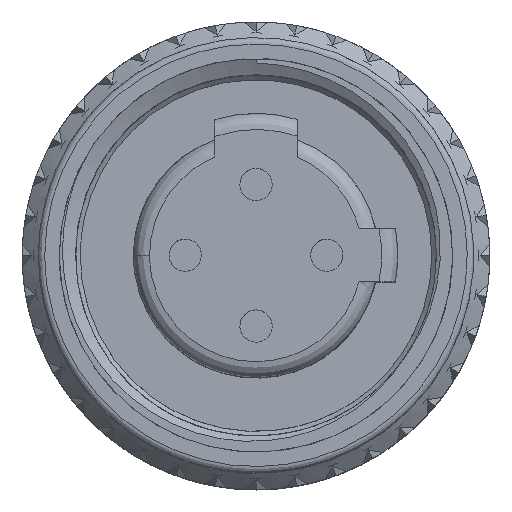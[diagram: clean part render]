
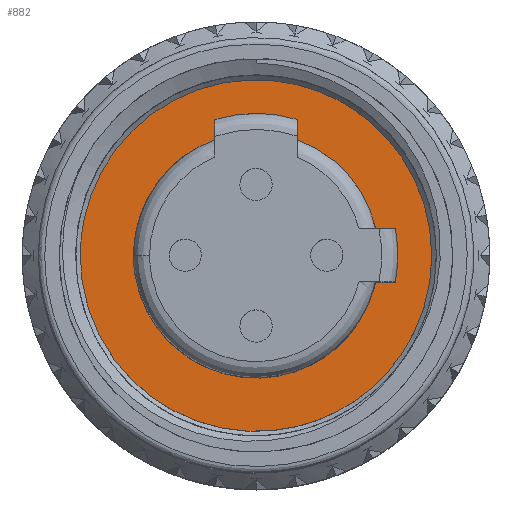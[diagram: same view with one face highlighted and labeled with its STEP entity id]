
A CAD part, top view. The second image highlights one B-rep face of the part: STEP entity #882.
In plain terms, the highlighted free-form (B-spline) face has degree [1, 1] with [2, 2] control points.
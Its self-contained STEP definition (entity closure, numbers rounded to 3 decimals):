
#241=CARTESIAN_POINT('',(-3.8,0.,2.5));
#242=VERTEX_POINT('',#241);
#243=CARTESIAN_POINT('',(-3.8,0.,2.5));
#244=CARTESIAN_POINT('',(-3.8,-6.582,2.5));
#245=CARTESIAN_POINT('',(1.9,-3.291,2.5));
#246=CARTESIAN_POINT('',(7.6,0.,2.5));
#247=CARTESIAN_POINT('',(1.9,3.291,2.5));
#248=CARTESIAN_POINT('',(-3.8,6.582,2.5));
#249=CARTESIAN_POINT('',(-3.8,0.,2.5));
#250=(BOUNDED_CURVE()B_SPLINE_CURVE(2,(#243,#244,#245,#246,#247,#248,#249),.CIRCULAR_ARC.,.T.,.U.)B_SPLINE_CURVE_WITH_KNOTS((3,2,2,3),(0.,0.333,0.667,1.),.UNSPECIFIED.)CURVE()GEOMETRIC_REPRESENTATION_ITEM()RATIONAL_B_SPLINE_CURVE((1.,0.5,1.,0.5,1.,0.5,1.))REPRESENTATION_ITEM(''));
#251=EDGE_CURVE('',#242,#242,#250,.T.);
#860=CARTESIAN_POINT('',(11.844,10.384,2.5));
#861=CARTESIAN_POINT('',(11.844,-10.384,2.5));
#862=CARTESIAN_POINT('',(-8.923,10.384,2.5));
#863=CARTESIAN_POINT('',(-8.923,-10.384,2.5));
#864=B_SPLINE_SURFACE_WITH_KNOTS('',1,1,((#860,#861),(#862,#863)),.PLANE_SURF.,.F.,.F.,.U.,(2,2),(2,2),(0.,1.),(0.,1.),.UNSPECIFIED.);
#865=CARTESIAN_POINT('',(-5.45,0.,2.5));
#866=VERTEX_POINT('',#865);
#867=CARTESIAN_POINT('',(-5.45,0.,2.5));
#868=CARTESIAN_POINT('',(-5.45,-9.44,2.5));
#869=CARTESIAN_POINT('',(2.725,-4.72,2.5));
#870=CARTESIAN_POINT('',(10.9,0.,2.5));
#871=CARTESIAN_POINT('',(2.725,4.72,2.5));
#872=CARTESIAN_POINT('',(-5.45,9.44,2.5));
#873=CARTESIAN_POINT('',(-5.45,0.,2.5));
#874=(BOUNDED_CURVE()B_SPLINE_CURVE(2,(#867,#868,#869,#870,#871,#872,#873),.CIRCULAR_ARC.,.T.,.U.)B_SPLINE_CURVE_WITH_KNOTS((3,2,2,3),(0.,0.333,0.667,1.),.UNSPECIFIED.)CURVE()GEOMETRIC_REPRESENTATION_ITEM()RATIONAL_B_SPLINE_CURVE((1.,0.5,1.,0.5,1.,0.5,1.))REPRESENTATION_ITEM(''));
#875=EDGE_CURVE('',#866,#866,#874,.T.);
#876=ORIENTED_EDGE('',*,*,#875,.T.);
#877=EDGE_LOOP('',(#876));
#878=FACE_OUTER_BOUND('',#877,.T.);
#879=ORIENTED_EDGE('',*,*,#251,.F.);
#880=EDGE_LOOP('',(#879));
#881=FACE_BOUND('',#880,.T.);
#882=ADVANCED_FACE('',(#878,#881),#864,.T.);
